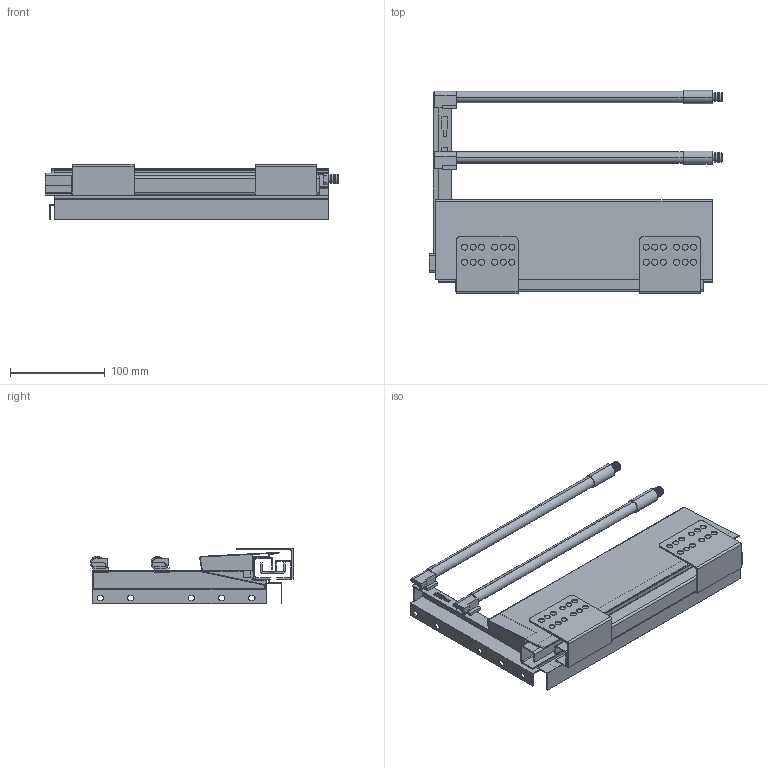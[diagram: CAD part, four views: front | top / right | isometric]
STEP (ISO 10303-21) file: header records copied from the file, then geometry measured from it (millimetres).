
FILE_DESCRIPTION (( 'STEP AP214' ), '1' );
FILE_NAME ('F004641,F004647-CLOSED_LEFT_3D.step', '2022-06-06T12:01:32', ( '' ), ( '' ), 'SwSTEP 2.0', 'SolidWorks 2020', '' );
FILE_SCHEMA (( 'AUTOMOTIVE_DESIGN' ));
Length unit declared in the file: millimetre
Products named in the file (12): Riex ND30 Bocnice-300-H86-LEVA; F004641,F004647-CLOSED_LEFT_3D; Koncovka ND30-ROUND reling-LEFT; ND30-Reling-ROUND-300-bez drzaku; ND30-300-VNEJSI LEVY; ND30-VYSUV-300-CLOSED_LEFT; ND30-300-STREDNI LEVY; Reling ROUND-sestava-300-LEVY; ND30-drzak zad-H201-LEVY; ND30-300-VNITRNI LEVY; ND30-boènice sestava H201-2xROUND reling-300-LEVA
Assembly tree (13 placements, depth 4):
  F004641,F004647-CLOSED_LEFT_3D
    ND30-VYSUV-300-CLOSED_LEFT
      ND30-300-VNEJSI LEVY
      ND30-300-STREDNI LEVY
      ND30-300-VNITRNI LEVY
    ND30-boènice sestava H201-2xROUND reling-300-LEVA
      Riex ND30 Bocnice-300-H86-LEVA
      ND30-drzak zad-H201-LEVY
      Reling ROUND-sestava-300-LEVY
        ND30-Reling-ROUND-300-bez drzaku
        Koncovka ND30-ROUND reling-LEFT
      Reling ROUND-sestava-300-LEVY
        ND30-Reling-ROUND-300-bez drzaku
        Koncovka ND30-ROUND reling-LEFT
Bounding box: 310.5 x 214.5 x 58.5 mm (x, y, z)
Volume: 197615.7 mm3; surface area: 350644 mm2
Topology: 17 solids, 19 shells, 459 faces, 1169 edges, 762 vertices
Faces by surface type: plane 254, cylinder 133, cone 72
Entity records: 12680 total; most frequent: DIRECTION 2161, CARTESIAN_POINT 2102, ORIENTED_EDGE 2046, EDGE_CURVE 1023, AXIS2_PLACEMENT_3D 724, LINE 713, VECTOR 713, VERTEX_POINT 665
